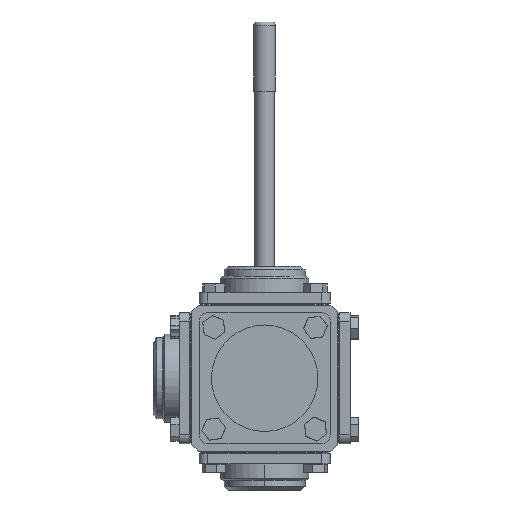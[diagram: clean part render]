
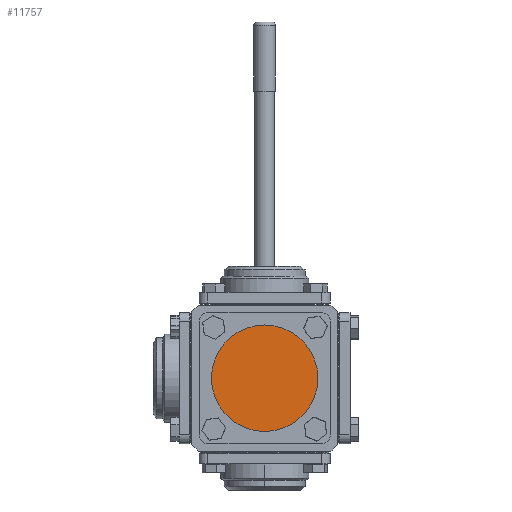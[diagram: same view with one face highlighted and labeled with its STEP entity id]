
A CAD part, front view. The second image highlights one B-rep face of the part: STEP entity #11757.
In plain terms, the highlighted planar face has unit normal (0, -1, 0).
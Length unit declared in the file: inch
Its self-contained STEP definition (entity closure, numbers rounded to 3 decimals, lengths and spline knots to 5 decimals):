
#1366 = CARTESIAN_POINT ( 'NONE',  ( -0.12588, -3.64253, -0.55825 ) ) ;
#2236 = PLANE ( 'NONE',  #9664 ) ;
#3587 = EDGE_CURVE ( 'NONE', #19798, #14694, #8467, .T. ) ;
#4294 = FACE_OUTER_BOUND ( 'NONE', #21144, .T. ) ;
#5026 = ORIENTED_EDGE ( 'NONE', *, *, #7377, .T. ) ;
#7026 = CARTESIAN_POINT ( 'NONE',  ( -0.12588, -3.64253, -0.55825 ) ) ;
#7377 = EDGE_CURVE ( 'NONE', #14694, #19798, #16089, .T. ) ;
#8467 = CIRCLE ( 'NONE', #24041, 3. ) ;
#9664 = AXIS2_PLACEMENT_3D ( 'NONE', #10645, #23731, #17013 ) ;
#9889 = DIRECTION ( 'NONE',  ( 0., 0., -1. ) ) ;
#10645 = CARTESIAN_POINT ( 'NONE',  ( -0.12588, -3.64253, -0.55825 ) ) ;
#11757 = ADVANCED_FACE ( 'NONE', ( #4294 ), #2236, .T. ) ;
#12442 = ORIENTED_EDGE ( 'NONE', *, *, #3587, .T. ) ;
#14694 = VERTEX_POINT ( 'NONE', #19420 ) ;
#16089 = CIRCLE ( 'NONE', #25028, 3. ) ;
#17013 = DIRECTION ( 'NONE',  ( 0., 0., -1. ) ) ;
#17144 = DIRECTION ( 'NONE',  ( 0., 0., -1. ) ) ;
#17290 = DIRECTION ( 'NONE',  ( 0., -1., 0. ) ) ;
#19420 = CARTESIAN_POINT ( 'NONE',  ( -0.12588, -3.64253, 2.44175 ) ) ;
#19798 = VERTEX_POINT ( 'NONE', #23232 ) ;
#21144 = EDGE_LOOP ( 'NONE', ( #12442, #5026 ) ) ;
#23232 = CARTESIAN_POINT ( 'NONE',  ( -0.12588, -3.64253, -3.55825 ) ) ;
#23731 = DIRECTION ( 'NONE',  ( 0., -1., 0. ) ) ;
#24041 = AXIS2_PLACEMENT_3D ( 'NONE', #7026, #17290, #17144 ) ;
#24671 = DIRECTION ( 'NONE',  ( 0., -1., 0. ) ) ;
#25028 = AXIS2_PLACEMENT_3D ( 'NONE', #1366, #24671, #9889 ) ;
